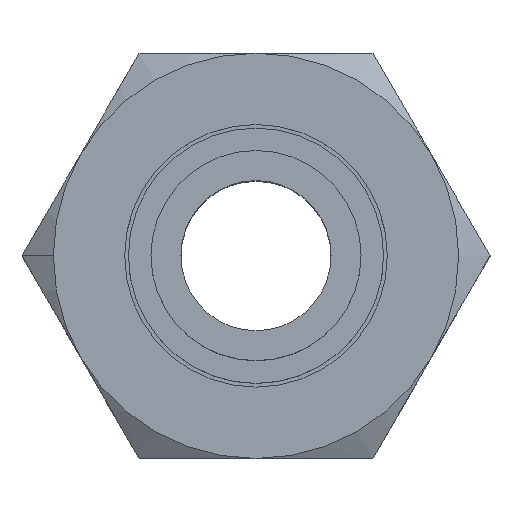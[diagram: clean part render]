
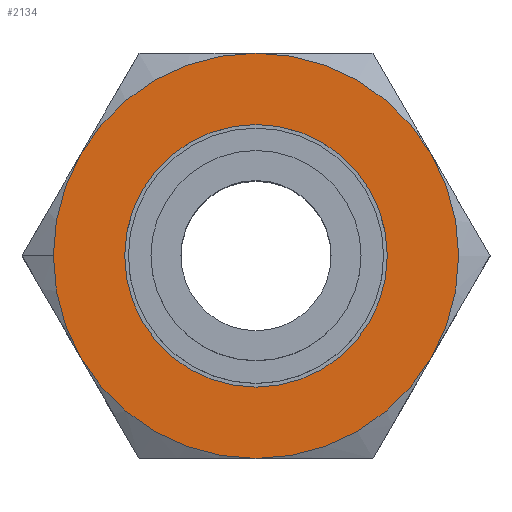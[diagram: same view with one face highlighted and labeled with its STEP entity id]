
A CAD part, top view. The second image highlights one B-rep face of the part: STEP entity #2134.
In plain terms, the highlighted planar face has unit normal (0, 0, 1).
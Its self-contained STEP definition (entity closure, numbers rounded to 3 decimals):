
#66 = EDGE_CURVE ( 'NONE', #2396, #89, #571, .T. ) ;
#89 = VERTEX_POINT ( 'NONE', #674 ) ;
#97 = EDGE_CURVE ( 'NONE', #89, #272, #619, .T. ) ;
#187 = VERTEX_POINT ( 'NONE', #430 ) ;
#189 = EDGE_CURVE ( 'NONE', #187, #285, #434, .T. ) ;
#209 = EDGE_CURVE ( 'NONE', #210, #2390, #436, .T. ) ;
#210 = VERTEX_POINT ( 'NONE', #502 ) ;
#249 = EDGE_CURVE ( 'NONE', #272, #2368, #966, .T. ) ;
#272 = VERTEX_POINT ( 'NONE', #985 ) ;
#285 = VERTEX_POINT ( 'NONE', #1011 ) ;
#324 = ORIENTED_EDGE ( 'NONE', *, *, #2373, .T. ) ;
#327 = ORIENTED_EDGE ( 'NONE', *, *, #209, .T. ) ;
#425 = DIRECTION ( 'NONE',  ( 1., 0., 0. ) ) ;
#430 = CARTESIAN_POINT ( 'NONE',  ( -8.75, 0., 6.75 ) ) ;
#431 = DIRECTION ( 'NONE',  ( 0., 0., 1. ) ) ;
#432 = CARTESIAN_POINT ( 'NONE',  ( 0., 0., 6.75 ) ) ;
#433 = AXIS2_PLACEMENT_3D ( 'NONE', #432, #431, #425 ) ;
#434 = CIRCLE ( 'NONE', #433, 8.75 ) ;
#436 = CIRCLE ( 'NONE', #479, 13.5 ) ;
#479 = AXIS2_PLACEMENT_3D ( 'NONE', #482, #481, #480 ) ;
#480 = DIRECTION ( 'NONE',  ( 1., 0., 0. ) ) ;
#481 = DIRECTION ( 'NONE',  ( 0., 0., 1. ) ) ;
#482 = CARTESIAN_POINT ( 'NONE',  ( 0., 0., 6.75 ) ) ;
#502 = CARTESIAN_POINT ( 'NONE',  ( 11.691, -6.75, 6.75 ) ) ;
#554 = DIRECTION ( 'NONE',  ( 1., 0., 0. ) ) ;
#555 = DIRECTION ( 'NONE',  ( 0., 0., 1. ) ) ;
#556 = CARTESIAN_POINT ( 'NONE',  ( 0., 0., 6.75 ) ) ;
#557 = AXIS2_PLACEMENT_3D ( 'NONE', #556, #555, #554 ) ;
#571 = CIRCLE ( 'NONE', #557, 13.5 ) ;
#606 = DIRECTION ( 'NONE',  ( 0., 0., 1. ) ) ;
#617 = CARTESIAN_POINT ( 'NONE',  ( 0., 0., 6.75 ) ) ;
#618 = AXIS2_PLACEMENT_3D ( 'NONE', #617, #606, #630 ) ;
#619 = CIRCLE ( 'NONE', #618, 13.5 ) ;
#630 = DIRECTION ( 'NONE',  ( 1., 0., 0. ) ) ;
#674 = CARTESIAN_POINT ( 'NONE',  ( -11.691, 6.75, 6.75 ) ) ;
#862 = ORIENTED_EDGE ( 'NONE', *, *, #2377, .T. ) ;
#962 = DIRECTION ( 'NONE',  ( 1., 0., 0. ) ) ;
#963 = DIRECTION ( 'NONE',  ( 0., 0., 1. ) ) ;
#964 = CARTESIAN_POINT ( 'NONE',  ( 0., 0., 6.75 ) ) ;
#965 = AXIS2_PLACEMENT_3D ( 'NONE', #964, #963, #962 ) ;
#966 = CIRCLE ( 'NONE', #965, 13.5 ) ;
#985 = CARTESIAN_POINT ( 'NONE',  ( -13.5, 0., 6.75 ) ) ;
#1011 = CARTESIAN_POINT ( 'NONE',  ( 8.75, 0., 6.75 ) ) ;
#1519 = DIRECTION ( 'NONE',  ( -1., 0., 0. ) ) ;
#1520 = DIRECTION ( 'NONE',  ( 0., 0., -1. ) ) ;
#1521 = CARTESIAN_POINT ( 'NONE',  ( 0., 13.5, 6.75 ) ) ;
#1522 = AXIS2_PLACEMENT_3D ( 'NONE', #1521, #1520, #1519 ) ;
#1524 = PLANE ( 'NONE',  #1522 ) ;
#1525 = FACE_OUTER_BOUND ( 'NONE', #2096, .T. ) ;
#1526 = FACE_BOUND ( 'NONE', #2147, .T. ) ;
#1543 = CARTESIAN_POINT ( 'NONE',  ( -11.691, -6.75, 6.75 ) ) ;
#1557 = DIRECTION ( 'NONE',  ( 1., 0., 0. ) ) ;
#1558 = DIRECTION ( 'NONE',  ( 0., 0., 1. ) ) ;
#1559 = CARTESIAN_POINT ( 'NONE',  ( 0., 0., 6.75 ) ) ;
#1560 = AXIS2_PLACEMENT_3D ( 'NONE', #1559, #1558, #1557 ) ;
#1561 = CIRCLE ( 'NONE', #1560, 8.75 ) ;
#1569 = DIRECTION ( 'NONE',  ( 1., 0., 0. ) ) ;
#1570 = DIRECTION ( 'NONE',  ( 0., 0., 1. ) ) ;
#1571 = CARTESIAN_POINT ( 'NONE',  ( 0., 0., 6.75 ) ) ;
#1572 = AXIS2_PLACEMENT_3D ( 'NONE', #1571, #1570, #1569 ) ;
#1573 = CIRCLE ( 'NONE', #1572, 13.5 ) ;
#1574 = DIRECTION ( 'NONE',  ( 1., 0., 0. ) ) ;
#1575 = DIRECTION ( 'NONE',  ( 0., 0., 1. ) ) ;
#1576 = AXIS2_PLACEMENT_3D ( 'NONE', #1596, #1575, #1574 ) ;
#1585 = CIRCLE ( 'NONE', #1576, 13.5 ) ;
#1596 = CARTESIAN_POINT ( 'NONE',  ( 0., 0., 6.75 ) ) ;
#1599 = CARTESIAN_POINT ( 'NONE',  ( 0., -13.5, 6.75 ) ) ;
#1600 = DIRECTION ( 'NONE',  ( 1., 0., 0. ) ) ;
#1601 = DIRECTION ( 'NONE',  ( 0., 0., 1. ) ) ;
#1602 = CARTESIAN_POINT ( 'NONE',  ( 0., 0., 6.75 ) ) ;
#1603 = AXIS2_PLACEMENT_3D ( 'NONE', #1602, #1601, #1600 ) ;
#1610 = CIRCLE ( 'NONE', #1603, 13.5 ) ;
#1637 = CARTESIAN_POINT ( 'NONE',  ( 0., 13.5, 6.75 ) ) ;
#1652 = CARTESIAN_POINT ( 'NONE',  ( 11.691, 6.75, 6.75 ) ) ;
#2093 = ORIENTED_EDGE ( 'NONE', *, *, #97, .T. ) ;
#2094 = ORIENTED_EDGE ( 'NONE', *, *, #249, .T. ) ;
#2096 = EDGE_LOOP ( 'NONE', ( #2115, #2123, #2093, #2094, #862, #324, #327 ) ) ;
#2097 = ORIENTED_EDGE ( 'NONE', *, *, #2146, .F. ) ;
#2114 = ORIENTED_EDGE ( 'NONE', *, *, #189, .F. ) ;
#2115 = ORIENTED_EDGE ( 'NONE', *, *, #2384, .T. ) ;
#2123 = ORIENTED_EDGE ( 'NONE', *, *, #66, .T. ) ;
#2134 = ADVANCED_FACE ( 'NONE', ( #1526, #1525 ), #1524, .F. ) ;
#2146 = EDGE_CURVE ( 'NONE', #285, #187, #1561, .T. ) ;
#2147 = EDGE_LOOP ( 'NONE', ( #2097, #2114 ) ) ;
#2368 = VERTEX_POINT ( 'NONE', #1543 ) ;
#2373 = EDGE_CURVE ( 'NONE', #2386, #210, #1585, .T. ) ;
#2377 = EDGE_CURVE ( 'NONE', #2368, #2386, #1573, .T. ) ;
#2384 = EDGE_CURVE ( 'NONE', #2390, #2396, #1610, .T. ) ;
#2386 = VERTEX_POINT ( 'NONE', #1599 ) ;
#2390 = VERTEX_POINT ( 'NONE', #1652 ) ;
#2396 = VERTEX_POINT ( 'NONE', #1637 ) ;
